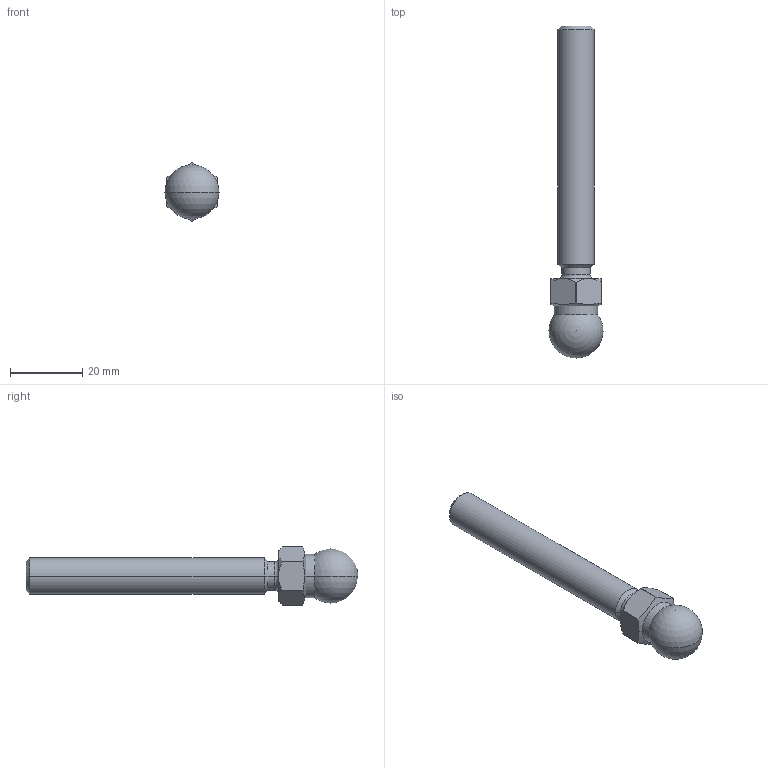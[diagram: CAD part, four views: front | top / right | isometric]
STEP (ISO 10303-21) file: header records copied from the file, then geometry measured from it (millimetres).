
FILE_DESCRIPTION (( 'STEP AP214' ), '1' );
FILE_NAME ('098dm10070m.STEP', '2014-08-11T14:34:24', ( '' ), ( '' ), 'SwSTEP 2.0', 'SolidWorks 2014', '' );
FILE_SCHEMA (( 'AUTOMOTIVE_DESIGN' ));
Length unit declared in the file: millimetre
Products named in the file (1): 098dm10070m
Bounding box: 14.99 x 92 x 16.1 mm (x, y, z)
Volume: 8508.8 mm3; surface area: 3405.6 mm2
Topology: 1 solids, 1 shells, 36 faces, 93 edges, 58 vertices
Faces by surface type: cone 12, cylinder 12, plane 8, torus 2, sphere 2
Entity records: 1214 total; most frequent: CARTESIAN_POINT 316, DIRECTION 180, ORIENTED_EDGE 176, EDGE_CURVE 88, AXIS2_PLACEMENT_3D 75, VERTEX_POINT 55, CIRCLE 38, EDGE_LOOP 37
